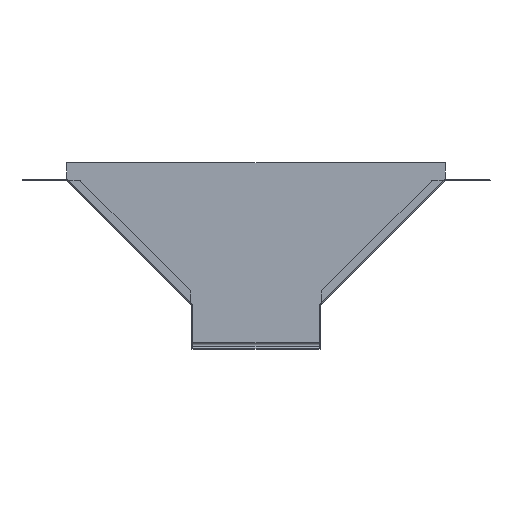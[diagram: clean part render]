
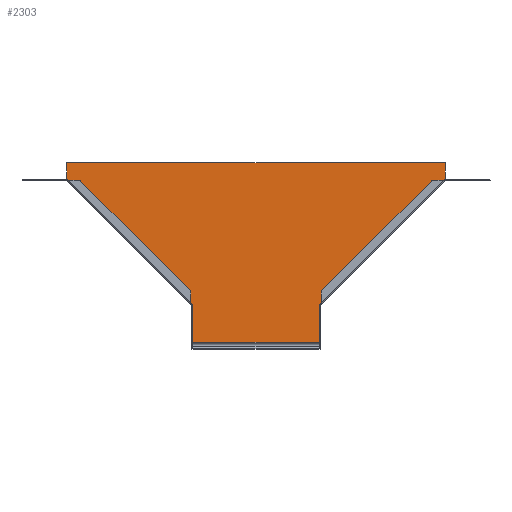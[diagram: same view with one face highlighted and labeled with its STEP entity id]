
A CAD part, front view. The second image highlights one B-rep face of the part: STEP entity #2303.
In plain terms, the highlighted planar face has unit normal (0, -1, 0).
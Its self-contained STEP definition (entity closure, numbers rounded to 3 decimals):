
#215 = CARTESIAN_POINT ( 'NONE',  ( 144., -2., -67.181 ) ) ;
#308 = CARTESIAN_POINT ( 'NONE',  ( 144., -2., -67.181 ) ) ;
#321 = CARTESIAN_POINT ( 'NONE',  ( -430., -2., 340.169 ) ) ;
#376 = VECTOR ( 'NONE', #1446, 1000. ) ;
#391 = CARTESIAN_POINT ( 'NONE',  ( 430., -2., 305.169 ) ) ;
#397 = VERTEX_POINT ( 'NONE', #391 ) ;
#476 = CARTESIAN_POINT ( 'NONE',  ( -430., -2., 340.169 ) ) ;
#509 = VECTOR ( 'NONE', #1411, 1000. ) ;
#519 = DIRECTION ( 'NONE',  ( -1., 0., 0. ) ) ;
#530 = PLANE ( 'NONE',  #835 ) ;
#748 = ORIENTED_EDGE ( 'NONE', *, *, #2256, .T. ) ;
#835 = AXIS2_PLACEMENT_3D ( 'NONE', #1285, #1305, #2698 ) ;
#851 = CARTESIAN_POINT ( 'NONE',  ( -430., -2., 340.169 ) ) ;
#888 = ORIENTED_EDGE ( 'NONE', *, *, #2022, .F. ) ;
#893 = VECTOR ( 'NONE', #2253, 1000. ) ;
#1114 = VERTEX_POINT ( 'NONE', #2321 ) ;
#1199 = LINE ( 'NONE', #2362, #509 ) ;
#1261 = ORIENTED_EDGE ( 'NONE', *, *, #2638, .F. ) ;
#1274 = DIRECTION ( 'NONE',  ( 0., 0., -1. ) ) ;
#1285 = CARTESIAN_POINT ( 'NONE',  ( 0., -2., 0. ) ) ;
#1300 = CARTESIAN_POINT ( 'NONE',  ( 144., -2., 19.169 ) ) ;
#1305 = DIRECTION ( 'NONE',  ( 0., -1., 0. ) ) ;
#1320 = CARTESIAN_POINT ( 'NONE',  ( -144., -2., -67.181 ) ) ;
#1339 = ORIENTED_EDGE ( 'NONE', *, *, #1995, .F. ) ;
#1411 = DIRECTION ( 'NONE',  ( 0., 0., 1. ) ) ;
#1446 = DIRECTION ( 'NONE',  ( 0., 0., -1. ) ) ;
#1459 = LINE ( 'NONE', #1942, #376 ) ;
#1477 = VERTEX_POINT ( 'NONE', #1320 ) ;
#1542 = EDGE_CURVE ( 'NONE', #1628, #1998, #2802, .T. ) ;
#1547 = VECTOR ( 'NONE', #2432, 1000. ) ;
#1617 = VERTEX_POINT ( 'NONE', #215 ) ;
#1628 = VERTEX_POINT ( 'NONE', #476 ) ;
#1629 = EDGE_CURVE ( 'NONE', #1998, #397, #1459, .T. ) ;
#1694 = VERTEX_POINT ( 'NONE', #2975 ) ;
#1909 = VECTOR ( 'NONE', #2222, 1000. ) ;
#1942 = CARTESIAN_POINT ( 'NONE',  ( 430., -2., 340.169 ) ) ;
#1987 = CARTESIAN_POINT ( 'NONE',  ( 144., -2., -67.181 ) ) ;
#1995 = EDGE_CURVE ( 'NONE', #2832, #1114, #2487, .T. ) ;
#1998 = VERTEX_POINT ( 'NONE', #2447 ) ;
#2022 = EDGE_CURVE ( 'NONE', #1617, #1477, #2221, .T. ) ;
#2026 = ORIENTED_EDGE ( 'NONE', *, *, #3071, .T. ) ;
#2121 = DIRECTION ( 'NONE',  ( 1., 0., 0. ) ) ;
#2146 = VECTOR ( 'NONE', #519, 1000. ) ;
#2221 = LINE ( 'NONE', #1987, #2146 ) ;
#2222 = DIRECTION ( 'NONE',  ( -0.707, 0., -0.707 ) ) ;
#2253 = DIRECTION ( 'NONE',  ( 0., 0., 1. ) ) ;
#2256 = EDGE_CURVE ( 'NONE', #1617, #1694, #2694, .T. ) ;
#2286 = EDGE_LOOP ( 'NONE', ( #1339, #3009, #888, #748, #1261, #2613, #2499, #2026 ) ) ;
#2303 = ADVANCED_FACE ( 'NONE', ( #2480 ), #530, .T. ) ;
#2321 = CARTESIAN_POINT ( 'NONE',  ( -430., -2., 305.169 ) ) ;
#2362 = CARTESIAN_POINT ( 'NONE',  ( -144., -2., -67.181 ) ) ;
#2432 = DIRECTION ( 'NONE',  ( -0.707, 0., 0.707 ) ) ;
#2447 = CARTESIAN_POINT ( 'NONE',  ( 430., -2., 340.169 ) ) ;
#2480 = FACE_OUTER_BOUND ( 'NONE', #2286, .T. ) ;
#2487 = LINE ( 'NONE', #2950, #1547 ) ;
#2499 = ORIENTED_EDGE ( 'NONE', *, *, #1542, .F. ) ;
#2613 = ORIENTED_EDGE ( 'NONE', *, *, #1629, .F. ) ;
#2638 = EDGE_CURVE ( 'NONE', #397, #1694, #2906, .T. ) ;
#2694 = LINE ( 'NONE', #308, #893 ) ;
#2698 = DIRECTION ( 'NONE',  ( 0., 0., -1. ) ) ;
#2802 = LINE ( 'NONE', #851, #2994 ) ;
#2832 = VERTEX_POINT ( 'NONE', #3000 ) ;
#2906 = LINE ( 'NONE', #1300, #1909 ) ;
#2950 = CARTESIAN_POINT ( 'NONE',  ( -144., -2., 19.169 ) ) ;
#2962 = LINE ( 'NONE', #321, #2971 ) ;
#2966 = EDGE_CURVE ( 'NONE', #1477, #2832, #1199, .T. ) ;
#2971 = VECTOR ( 'NONE', #1274, 1000. ) ;
#2975 = CARTESIAN_POINT ( 'NONE',  ( 144., -2., 19.169 ) ) ;
#2994 = VECTOR ( 'NONE', #2121, 1000. ) ;
#3000 = CARTESIAN_POINT ( 'NONE',  ( -144., -2., 19.169 ) ) ;
#3009 = ORIENTED_EDGE ( 'NONE', *, *, #2966, .F. ) ;
#3071 = EDGE_CURVE ( 'NONE', #1628, #1114, #2962, .T. ) ;
